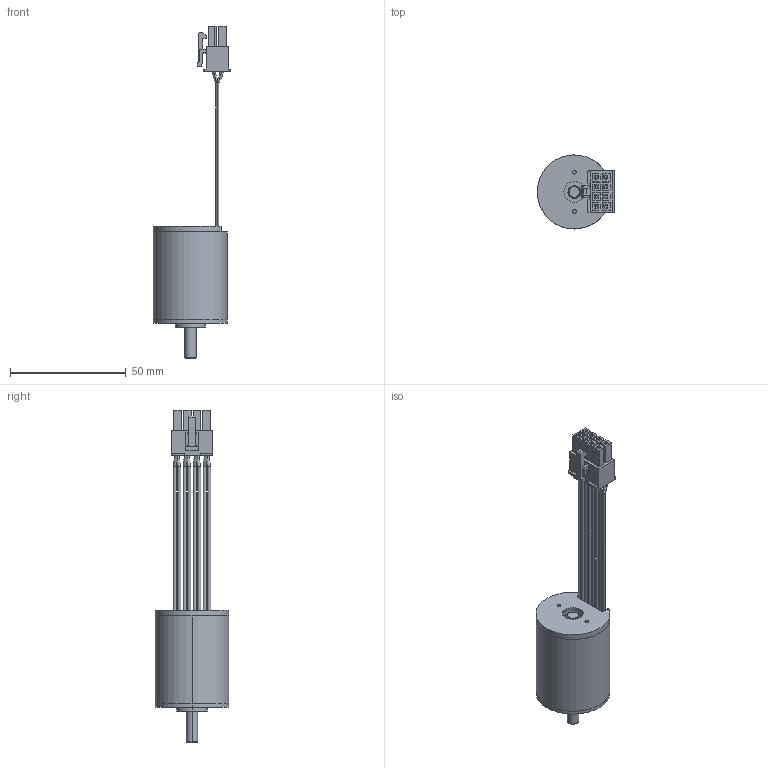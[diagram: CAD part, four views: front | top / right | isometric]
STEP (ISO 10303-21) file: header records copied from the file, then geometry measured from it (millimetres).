
FILE_DESCRIPTION (( 'STEP AP203' ), '1' );
FILE_NAME ('EC3242S.STEP', '2018-06-05T08:18:47', ( 'Sky123.Org' ), ( 'Sky123.Org' ), 'SwSTEP 2.0', 'SolidWorks 2013', '' );
FILE_SCHEMA (( 'CONFIG_CONTROL_DESIGN' ));
Length unit declared in the file: millimetre
Products named in the file (6): 01.07.0079 儂褲; 01.01.0017 ヶ傷裔; 01.02.0014 綴傷裔; 01.10.0271 粣; 01.14.0010 傷赽盄; EC3242S
Assembly tree (5 placements, depth 2):
  EC3242S
    01.07.0079 儂褲
    01.01.0017 ヶ傷裔
    01.02.0014 綴傷裔
    01.10.0271 粣
    01.14.0010 傷赽盄
Bounding box: 33.45 x 32 x 143.6 mm (x, y, z)
Volume: 14588.5 mm3; surface area: 19174.3 mm2
Topology: 10 solids, 10 shells, 520 faces, 1338 edges, 863 vertices
Faces by surface type: plane 382, cylinder 106, bspline 16, cone 12, torus 4
Entity records: 16917 total; most frequent: CARTESIAN_POINT 3481, ORIENTED_EDGE 2676, DIRECTION 2571, EDGE_CURVE 1338, LINE 1057, VECTOR 1057, VERTEX_POINT 863, AXIS2_PLACEMENT_3D 757
